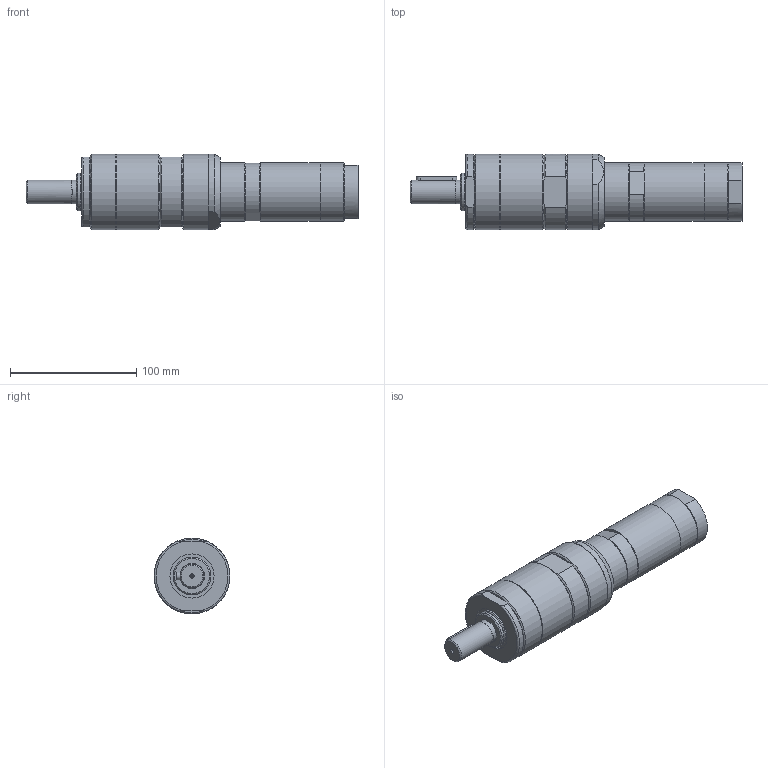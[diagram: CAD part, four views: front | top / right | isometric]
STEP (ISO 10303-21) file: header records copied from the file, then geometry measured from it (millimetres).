
FILE_DESCRIPTION((''),'2;1');
FILE_NAME('MUD 62-120_60025655.stp','2012-07-17T17:28:20',('ibasyouni'),(''),'Autodesk Inventor 2012','Autodesk Inventor 2012','');
FILE_SCHEMA(('AUTOMOTIVE_DESIGN { 1 0 10303 214 1 1 1 1 }'));
Length unit declared in the file: millimetre
Products named in the file (1): MUD 62-263
Bounding box: 263 x 60 x 60 mm (x, y, z)
Volume: 493465.2 mm3; surface area: 52258 mm2
Topology: 1 solids, 1 shells, 179 faces, 428 edges, 275 vertices
Faces by surface type: plane 104, cylinder 35, cone 29, bspline 8, torus 2, sphere 1
Full cylindrical faces by diameter (mm): 1.55 x1, 1.6 x1, 5 x1, 5.5 x1, 11.445 x2, 18.631 x1, 18.8 x1, 19 x1, 20 x1, 29.95 x2, 35 x1, 46 x3, 46.5 x1, 55.16 x1, 60 x3
Entity records: 5162 total; most frequent: CARTESIAN_POINT 1256, DIRECTION 766, ORIENTED_EDGE 752, EDGE_CURVE 376, AXIS2_PLACEMENT_3D 273, VERTEX_POINT 263, EDGE_LOOP 243, VECTOR 220
